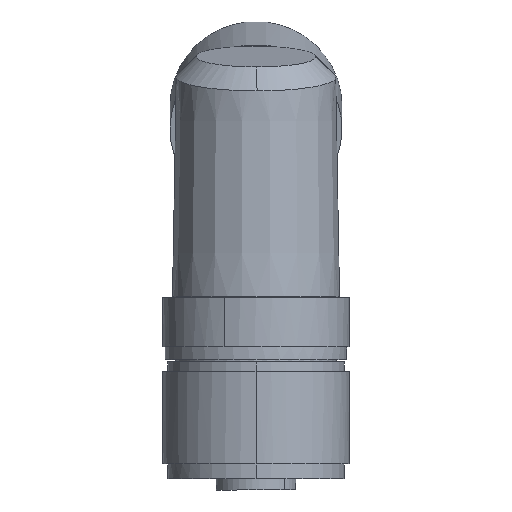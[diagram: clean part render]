
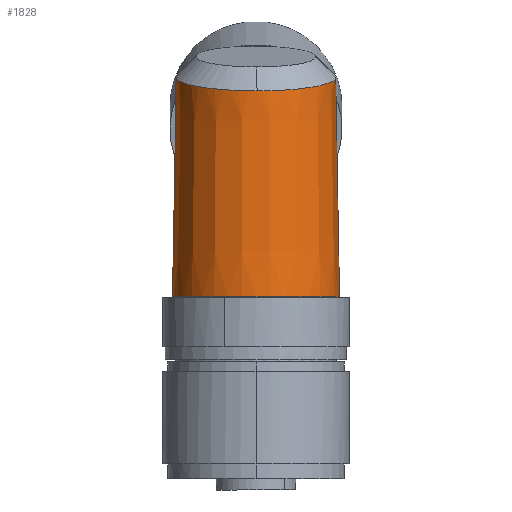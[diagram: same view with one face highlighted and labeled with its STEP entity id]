
A CAD part, front view. The second image highlights one B-rep face of the part: STEP entity #1828.
In plain terms, the highlighted conical face has half-angle 1 degrees and reference radius 8.625 mm.
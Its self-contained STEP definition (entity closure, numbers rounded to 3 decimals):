
#1722=AXIS2_PLACEMENT_3D('Cone Axis2P3D',#1719,#1720,#1721) ;
#1806=AXIS2_PLACEMENT_3D('Circle Axis2P3D',#1804,#1805,$) ;
#1813=AXIS2_PLACEMENT_3D('Circle Axis2P3D',#1811,#1812,$) ;
#1719=CARTESIAN_POINT('Axis2P3D Location',(9.499,9.5,12.474)) ;
#1724=CARTESIAN_POINT('Line Origine',(8740.015,9.5,-499664.305)) ;
#1728=CARTESIAN_POINT('Vertex',(17.999,9.5,19.646)) ;
#1730=CARTESIAN_POINT('Vertex',(17.609,9.5,42.003)) ;
#1734=CARTESIAN_POINT('Control Point',(17.609,9.5,42.003)) ;
#1735=CARTESIAN_POINT('Control Point',(17.611,8.746,41.87)) ;
#1736=CARTESIAN_POINT('Control Point',(17.507,7.991,41.739)) ;
#1737=CARTESIAN_POINT('Control Point',(17.302,7.264,41.614)) ;
#1738=CARTESIAN_POINT('Vertex',(17.302,7.264,41.614)) ;
#1742=CARTESIAN_POINT('Control Point',(17.302,7.264,41.614)) ;
#1743=CARTESIAN_POINT('Control Point',(17.019,6.266,41.441)) ;
#1744=CARTESIAN_POINT('Control Point',(16.542,5.322,41.28)) ;
#1745=CARTESIAN_POINT('Control Point',(15.905,4.502,41.142)) ;
#1746=CARTESIAN_POINT('Vertex',(15.905,4.502,41.142)) ;
#1750=CARTESIAN_POINT('Control Point',(15.905,4.502,41.142)) ;
#1751=CARTESIAN_POINT('Control Point',(15.564,4.064,41.068)) ;
#1752=CARTESIAN_POINT('Control Point',(15.187,3.655,40.999)) ;
#1753=CARTESIAN_POINT('Control Point',(14.775,3.279,40.936)) ;
#1754=CARTESIAN_POINT('Control Point',(13.893,2.603,40.823)) ;
#1755=CARTESIAN_POINT('Control Point',(12.908,2.086,40.738)) ;
#1756=CARTESIAN_POINT('Control Point',(12.39,1.868,40.703)) ;
#1757=CARTESIAN_POINT('Control Point',(11.53,1.591,40.658)) ;
#1758=CARTESIAN_POINT('Control Point',(10.643,1.436,40.634)) ;
#1759=CARTESIAN_POINT('Control Point',(10.298,1.394,40.628)) ;
#1760=CARTESIAN_POINT('Control Point',(9.951,1.371,40.625)) ;
#1761=CARTESIAN_POINT('Control Point',(9.604,1.367,40.625)) ;
#1762=CARTESIAN_POINT('Vertex',(9.604,1.367,40.625)) ;
#1766=CARTESIAN_POINT('Control Point',(3.589,3.923,41.071)) ;
#1767=CARTESIAN_POINT('Control Point',(3.968,3.519,41.002)) ;
#1768=CARTESIAN_POINT('Control Point',(4.382,3.148,40.937)) ;
#1769=CARTESIAN_POINT('Control Point',(4.827,2.812,40.88)) ;
#1770=CARTESIAN_POINT('Control Point',(5.769,2.222,40.777)) ;
#1771=CARTESIAN_POINT('Control Point',(6.797,1.8,40.704)) ;
#1772=CARTESIAN_POINT('Control Point',(7.333,1.632,40.674)) ;
#1773=CARTESIAN_POINT('Control Point',(8.106,1.46,40.644)) ;
#1774=CARTESIAN_POINT('Control Point',(8.893,1.384,40.629)) ;
#1775=CARTESIAN_POINT('Control Point',(9.13,1.369,40.626)) ;
#1776=CARTESIAN_POINT('Control Point',(9.367,1.364,40.625)) ;
#1777=CARTESIAN_POINT('Control Point',(9.604,1.367,40.625)) ;
#1778=CARTESIAN_POINT('Vertex',(3.589,3.923,41.071)) ;
#1782=CARTESIAN_POINT('Control Point',(1.893,6.663,41.546)) ;
#1783=CARTESIAN_POINT('Control Point',(2.268,5.65,41.37)) ;
#1784=CARTESIAN_POINT('Control Point',(2.848,4.712,41.208)) ;
#1785=CARTESIAN_POINT('Control Point',(3.589,3.923,41.071)) ;
#1786=CARTESIAN_POINT('Vertex',(1.893,6.663,41.546)) ;
#1790=CARTESIAN_POINT('Control Point',(1.39,9.5,42.041)) ;
#1791=CARTESIAN_POINT('Control Point',(1.387,8.535,41.872)) ;
#1792=CARTESIAN_POINT('Control Point',(1.558,7.569,41.703)) ;
#1793=CARTESIAN_POINT('Control Point',(1.893,6.663,41.546)) ;
#1794=CARTESIAN_POINT('Vertex',(1.39,9.5,42.041)) ;
#1797=CARTESIAN_POINT('Line Origine',(-8721.017,9.5,-499664.305)) ;
#1801=CARTESIAN_POINT('Vertex',(0.999,9.5,19.646)) ;
#1804=CARTESIAN_POINT('Axis2P3D Location',(9.499,9.5,19.646)) ;
#1808=CARTESIAN_POINT('Vertex',(9.499,1.,19.646)) ;
#1811=CARTESIAN_POINT('Axis2P3D Location',(9.499,9.5,19.646)) ;
#1720=DIRECTION('Axis2P3D Direction',(0.,0.,-1.)) ;
#1721=DIRECTION('Axis2P3D XDirection',(1.,0.,0.)) ;
#1725=DIRECTION('Vector Direction',(0.017,0.,-1.)) ;
#1798=DIRECTION('Vector Direction',(-0.017,0.,-1.)) ;
#1805=DIRECTION('Axis2P3D Direction',(0.,0.,-1.)) ;
#1812=DIRECTION('Axis2P3D Direction',(0.,0.,-1.)) ;
#1726=VECTOR('Line Direction',#1725,1.) ;
#1799=VECTOR('Line Direction',#1798,1.) ;
#1817=ORIENTED_EDGE('',*,*,#1732,.T.) ;
#1818=ORIENTED_EDGE('',*,*,#1740,.F.) ;
#1819=ORIENTED_EDGE('',*,*,#1748,.F.) ;
#1820=ORIENTED_EDGE('',*,*,#1764,.F.) ;
#1821=ORIENTED_EDGE('',*,*,#1780,.F.) ;
#1822=ORIENTED_EDGE('',*,*,#1788,.F.) ;
#1823=ORIENTED_EDGE('',*,*,#1796,.F.) ;
#1824=ORIENTED_EDGE('',*,*,#1803,.F.) ;
#1825=ORIENTED_EDGE('',*,*,#1810,.F.) ;
#1826=ORIENTED_EDGE('',*,*,#1815,.F.) ;
#1828=ADVANCED_FACE('Volumenk\X2\00F6\X0\rper3',(#1827),#1723,.T.) ;
#1733=B_SPLINE_CURVE_WITH_KNOTS('',3,(#1734,#1735,#1736,#1737),.UNSPECIFIED.,.F.,.U.,(4,4),(0.,28.007),.UNSPECIFIED.) ;
#1741=B_SPLINE_CURVE_WITH_KNOTS('',3,(#1742,#1743,#1744,#1745),.UNSPECIFIED.,.F.,.U.,(4,4),(0.,38.486),.UNSPECIFIED.) ;
#1749=B_SPLINE_CURVE_WITH_KNOTS('',5,(#1750,#1751,#1752,#1753,#1754,#1755,#1756,#1757,#1758,#1759,#1760,#1761),.UNSPECIFIED.,.F.,.U.,(6,3,3,6),(0.,34.244,68.35,89.747),.UNSPECIFIED.) ;
#1765=B_SPLINE_CURVE_WITH_KNOTS('',5,(#1766,#1767,#1768,#1769,#1770,#1771,#1772,#1773,#1774,#1775,#1776,#1777),.UNSPECIFIED.,.F.,.U.,(6,3,3,6),(0.,34.228,68.317,82.941),.UNSPECIFIED.) ;
#1781=B_SPLINE_CURVE_WITH_KNOTS('',3,(#1782,#1783,#1784,#1785),.UNSPECIFIED.,.F.,.U.,(4,4),(0.,40.076),.UNSPECIFIED.) ;
#1789=B_SPLINE_CURVE_WITH_KNOTS('',3,(#1790,#1791,#1792,#1793),.UNSPECIFIED.,.F.,.U.,(4,4),(0.,35.821),.UNSPECIFIED.) ;
#1807=CIRCLE('generated circle',#1806,8.5) ;
#1814=CIRCLE('generated circle',#1813,8.5) ;
#1723=CONICAL_SURFACE('Cone',#1722,8.625,0.017) ;
#1732=EDGE_CURVE('',#1729,#1731,#1727,.F.) ;
#1740=EDGE_CURVE('',#1739,#1731,#1733,.F.) ;
#1748=EDGE_CURVE('',#1747,#1739,#1741,.F.) ;
#1764=EDGE_CURVE('',#1763,#1747,#1749,.F.) ;
#1780=EDGE_CURVE('',#1779,#1763,#1765,.T.) ;
#1788=EDGE_CURVE('',#1787,#1779,#1781,.T.) ;
#1796=EDGE_CURVE('',#1795,#1787,#1789,.T.) ;
#1803=EDGE_CURVE('',#1802,#1795,#1800,.F.) ;
#1810=EDGE_CURVE('',#1809,#1802,#1807,.T.) ;
#1815=EDGE_CURVE('',#1729,#1809,#1814,.T.) ;
#1816=EDGE_LOOP('',(#1817,#1818,#1819,#1820,#1821,#1822,#1823,#1824,#1825,#1826)) ;
#1827=FACE_OUTER_BOUND('',#1816,.T.) ;
#1727=LINE('Line',#1724,#1726) ;
#1800=LINE('Line',#1797,#1799) ;
#1729=VERTEX_POINT('',#1728) ;
#1731=VERTEX_POINT('',#1730) ;
#1739=VERTEX_POINT('',#1738) ;
#1747=VERTEX_POINT('',#1746) ;
#1763=VERTEX_POINT('',#1762) ;
#1779=VERTEX_POINT('',#1778) ;
#1787=VERTEX_POINT('',#1786) ;
#1795=VERTEX_POINT('',#1794) ;
#1802=VERTEX_POINT('',#1801) ;
#1809=VERTEX_POINT('',#1808) ;
